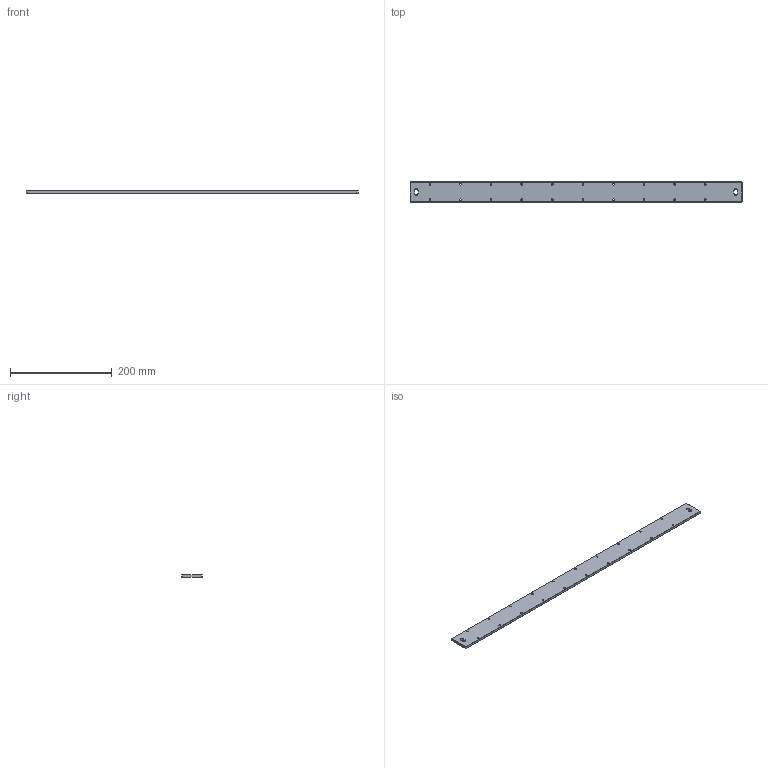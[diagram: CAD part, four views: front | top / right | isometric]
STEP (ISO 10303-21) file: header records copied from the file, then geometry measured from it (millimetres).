
FILE_DESCRIPTION (( 'STEP AP214' ), '1' );
FILE_NAME ('ST2368100-PLATE-9.STEP', '2018-05-16T16:11:22', ( '' ), ( '' ), 'SwSTEP 2.0', 'SolidWorks 2017', '' );
FILE_SCHEMA (( 'AUTOMOTIVE_DESIGN' ));
Length unit declared in the file: inch
Products named in the file (1): ST2368100-PLATE-9
Bounding box: 651 x 40 x 5 mm (x, y, z)
Volume: 128519.2 mm3; surface area: 59090.2 mm2
Topology: 1 solids, 1 shells, 70 faces, 172 edges, 104 vertices
Faces by surface type: cylinder 44, bspline 16, plane 10
Full cylindrical faces by diameter (mm): 3.242 x20
Entity records: 2488 total; most frequent: CARTESIAN_POINT 823, DIRECTION 334, ORIENTED_EDGE 304, EDGE_CURVE 152, AXIS2_PLACEMENT_3D 143, EDGE_LOOP 134, VERTEX_POINT 104, FACE_OUTER_BOUND 90
